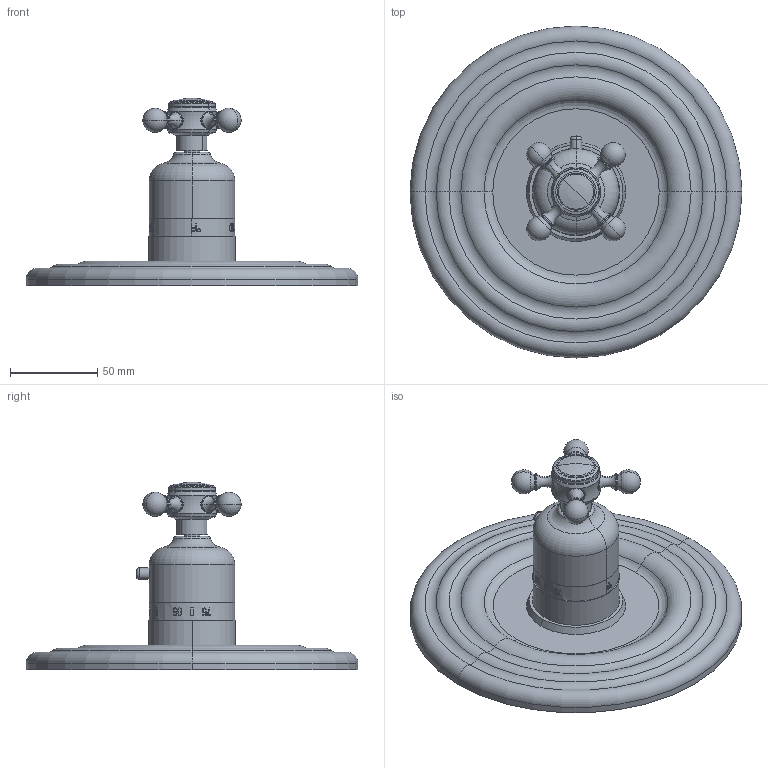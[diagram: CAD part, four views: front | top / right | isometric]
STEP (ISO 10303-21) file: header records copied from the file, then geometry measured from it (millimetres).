
FILE_DESCRIPTION((''),'2;1');
FILE_NAME('3-924TR','2020-12-04T13:46:51',('jinson.thomas'),(''),'CREO PARAMETRIC BY PTC INC, 2018400','CREO PARAMETRIC BY PTC INC, 2018400','');
FILE_SCHEMA(('CONFIG_CONTROL_DESIGN'));
Length unit declared in the file: inch
Products named in the file (1): 3-924TR
Bounding box: 190.5 x 190.5 x 107.8 mm (x, y, z)
Volume: 433542.2 mm3; surface area: 78717.4 mm2
Topology: 1 solids, 1 shells, 485 faces, 1270 edges, 808 vertices
Faces by surface type: plane 338, torus 58, cylinder 53, cone 20, sphere 12, bspline 4
Entity records: 15298 total; most frequent: CARTESIAN_POINT 3989, ORIENTED_EDGE 2516, DIRECTION 2116, EDGE_CURVE 1258, AXIS2_PLACEMENT_3D 813, VERTEX_POINT 808, EDGE_LOOP 518, VECTOR 490
